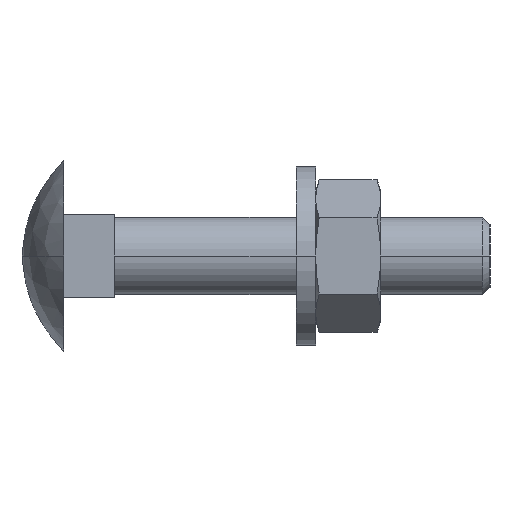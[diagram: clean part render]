
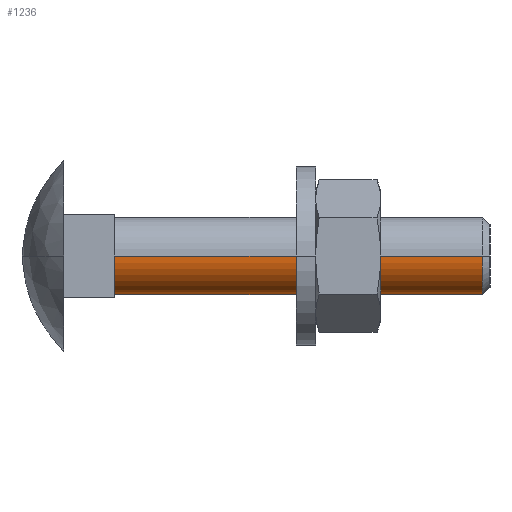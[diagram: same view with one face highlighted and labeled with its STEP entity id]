
A CAD part, left-side view. The second image highlights one B-rep face of the part: STEP entity #1236.
In plain terms, the highlighted cylindrical face has radius 5 mm (diameter 10 mm), a partial arc.
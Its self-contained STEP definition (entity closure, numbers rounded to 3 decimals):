
#1236=ADVANCED_FACE('',(#2205),#2206,.T.);
#2205=FACE_OUTER_BOUND('',#3083,.T.);
#2206=CYLINDRICAL_SURFACE('',#3084,5.0);
#3083=EDGE_LOOP('',(#5188,#5189,#5190,#5191));
#3084=AXIS2_PLACEMENT_3D('',#5192,#5193,#5194);
#5188=ORIENTED_EDGE('',*,*,#6168,.F.);
#5189=ORIENTED_EDGE('',*,*,#6169,.F.);
#5190=ORIENTED_EDGE('',*,*,#6170,.F.);
#5191=ORIENTED_EDGE('',*,*,#6171,.F.);
#5192=CARTESIAN_POINT('',(12.304,28.0,12.249));
#5193=DIRECTION('',(0.0,-1.0,0.0));
#5194=DIRECTION('',(-1.0,0.0,0.0));
#6168=EDGE_CURVE('',#7330,#7331,#7332,.T.);
#6169=EDGE_CURVE('',#7333,#7330,#7334,.T.);
#6170=EDGE_CURVE('',#7335,#7333,#7336,.T.);
#6171=EDGE_CURVE('',#7331,#7335,#7337,.T.);
#7330=VERTEX_POINT('',#10268);
#7331=VERTEX_POINT('',#10269);
#7332=LINE('',#10270,#10271);
#7333=VERTEX_POINT('',#10272);
#7334=CIRCLE('',#10273,5.0);
#7335=VERTEX_POINT('',#10274);
#7336=LINE('',#10275,#10276);
#7337=CIRCLE('',#10277,5.0);
#10268=CARTESIAN_POINT('',(7.304,48.4,12.249));
#10269=CARTESIAN_POINT('',(7.304,1.0,12.249));
#10270=CARTESIAN_POINT('',(7.304,28.0,12.249));
#10271=VECTOR('',#11198,1.0);
#10272=CARTESIAN_POINT('',(17.304,48.4,12.249));
#10273=AXIS2_PLACEMENT_3D('',#11199,#11200,#11201);
#10274=CARTESIAN_POINT('',(17.304,1.0,12.249));
#10275=CARTESIAN_POINT('',(17.304,28.0,12.249));
#10276=VECTOR('',#11202,1.0);
#10277=AXIS2_PLACEMENT_3D('',#11203,#11204,#11205);
#11198=DIRECTION('',(0.0,-1.0,0.0));
#11199=CARTESIAN_POINT('',(12.304,48.4,12.249));
#11200=DIRECTION('',(0.0,1.0,0.0));
#11201=DIRECTION('',(-1.0,0.0,0.0));
#11202=DIRECTION('',(-0.0,1.0,-0.0));
#11203=CARTESIAN_POINT('',(12.304,1.0,12.249));
#11204=DIRECTION('',(0.0,-1.0,0.0));
#11205=DIRECTION('',(-1.0,0.0,0.0));
